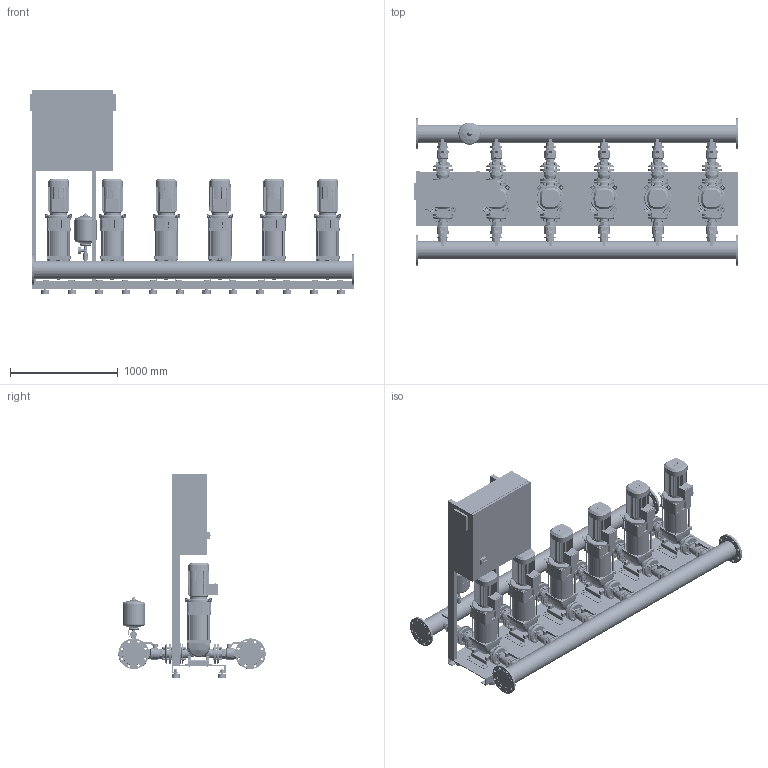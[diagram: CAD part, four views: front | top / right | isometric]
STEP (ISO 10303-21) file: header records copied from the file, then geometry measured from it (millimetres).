
FILE_DESCRIPTION((''),'2;1');
FILE_NAME('3d_COR-6HELIXV3602_2_K_CC-01-2530655.stp','2016-01-22T12:34:06',(''),(''),'Mechanical Desktop 2009','Mechanical Desktop 2009',', , ');
FILE_SCHEMA(('CONFIG_CONTROL_DESIGN'));
Length unit declared in the file: millimetre
Products named in the file (1): Product
Bounding box: 3020 x 1369 x 1905 mm (x, y, z)
Volume: 561445424.3 mm3; surface area: 28305977.7 mm2
Topology: 348 solids, 348 shells, 10803 faces, 27551 edges, 17866 vertices
Faces by surface type: bspline 4050, plane 3845, cylinder 2182, cone 400, torus 324, sphere 2
Entity records: 379423 total; most frequent: CARTESIAN_POINT 123417, ORIENTED_EDGE 54982, DIRECTION 49419, EDGE_CURVE 27491, VERTEX_POINT 17846, AXIS2_PLACEMENT_3D 16520, VECTOR 16379, LINE 16379
